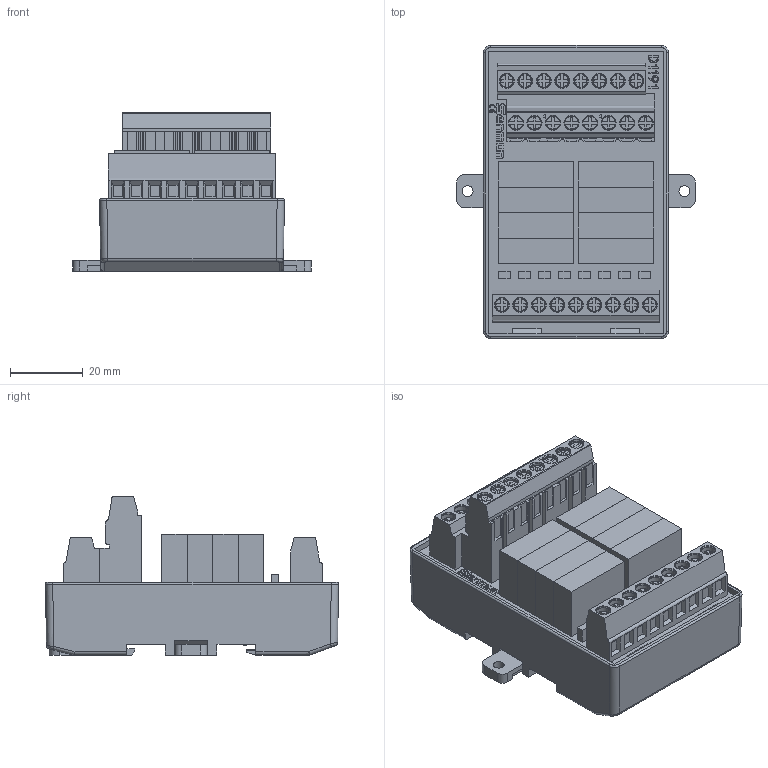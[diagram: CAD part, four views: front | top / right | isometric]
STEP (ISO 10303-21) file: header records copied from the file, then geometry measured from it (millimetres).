
FILE_DESCRIPTION(/* description */ (''),/* implementation_level */ '2;1');
FILE_NAME(/* name */ 'D1191-E.stp',/* time_stamp */ '2024-08-15T14:19:22+08:00',/* author */ (''),/* organization */ (''),/* preprocessor_version */ 'ST-DEVELOPER v14',/* originating_system */ 'SIEMENS PLM Software NX 8.0',/* authorisation */ '');
FILE_SCHEMA (('AUTOMOTIVE_DESIGN { 1 0 10303 214 3 1 1 1 }'));
Length unit declared in the file: millimetre
Products named in the file (1): Admi3268E6A58l4c
Bounding box: 65.47 x 80.4 x 43.5 mm (x, y, z)
Volume: 105807.6 mm3; surface area: 28765.8 mm2
Topology: 3 solids, 3 shells, 1259 faces, 3329 edges, 2195 vertices
Faces by surface type: plane 983, cylinder 122, torus 75, cone 54, bspline 13, extrusion 12
Full cylindrical faces by diameter (mm): 3 x2, 4.1 x34, 4.13 x16
Entity records: 41152 total; most frequent: CARTESIAN_POINT 9661, ORIENTED_EDGE 6460, DIRECTION 5681, EDGE_CURVE 3230, VECTOR 2515, LINE 2503, VERTEX_POINT 2173, AXIS2_PLACEMENT_3D 1583
